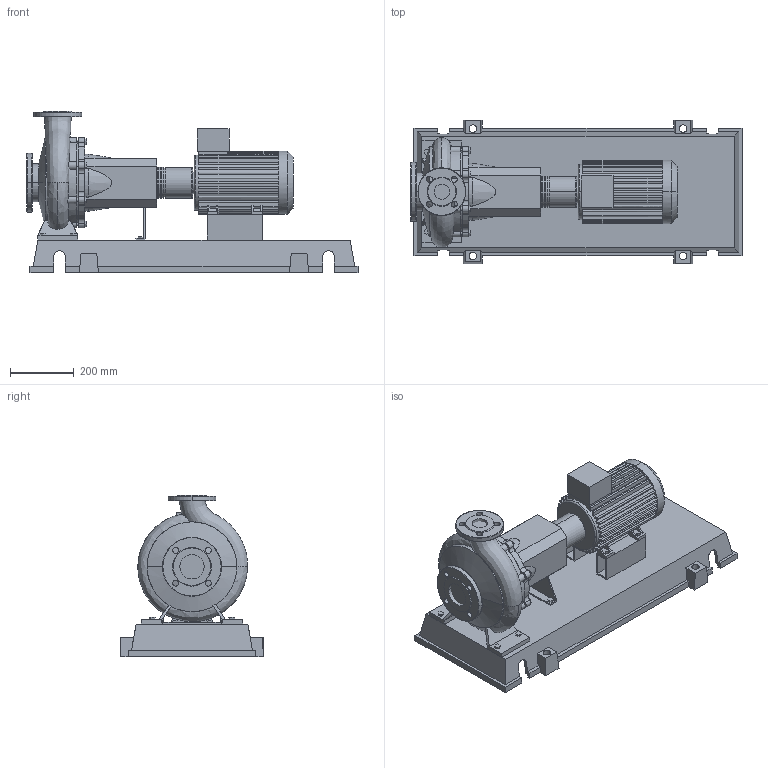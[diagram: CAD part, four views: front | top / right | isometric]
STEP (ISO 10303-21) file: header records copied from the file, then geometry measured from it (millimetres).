
FILE_DESCRIPTION((''),'2;1');
FILE_NAME('3d_NL40_250-2.2-4-05-4109000.stp','2015-03-03T07:41:57',(''),(''),'Mechanical Desktop 2009','Mechanical Desktop 2009',', , ');
FILE_SCHEMA(('CONFIG_CONTROL_DESIGN'));
Length unit declared in the file: millimetre
Products named in the file (1): Product
Bounding box: 1042.5 x 450 x 508 mm (x, y, z)
Volume: 33864691.6 mm3; surface area: 2798243 mm2
Topology: 13 solids, 13 shells, 829 faces, 2202 edges, 1447 vertices
Faces by surface type: plane 427, bspline 205, cylinder 181, cone 10, torus 6
Entity records: 30356 total; most frequent: CARTESIAN_POINT 9865, ORIENTED_EDGE 4406, DIRECTION 3977, EDGE_CURVE 2203, VERTEX_POINT 1446, VECTOR 1439, LINE 1439, AXIS2_PLACEMENT_3D 1269
